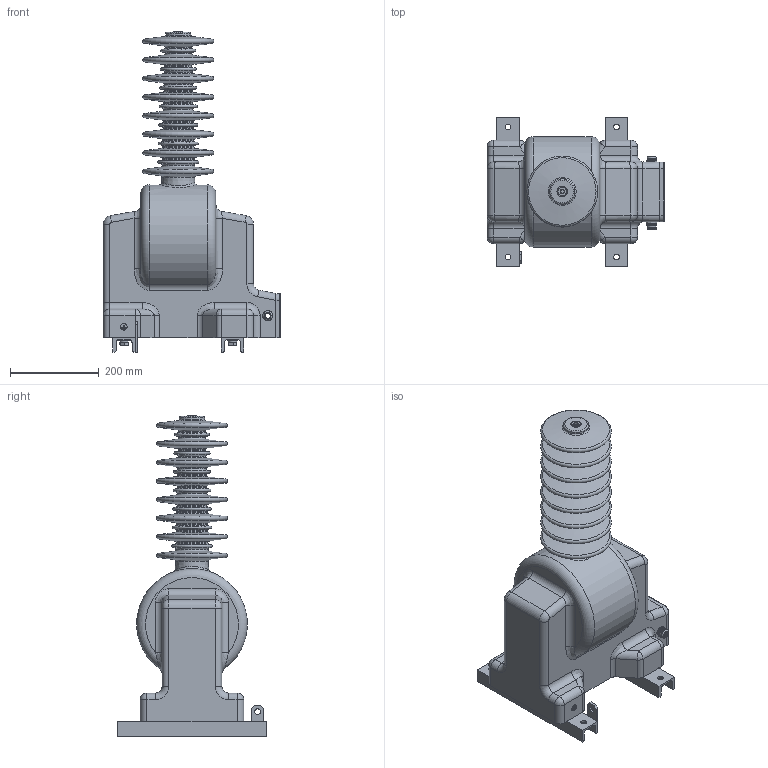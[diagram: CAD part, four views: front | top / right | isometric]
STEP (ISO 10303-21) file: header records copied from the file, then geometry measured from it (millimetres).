
FILE_DESCRIPTION(('STEP AP242'), '1');
FILE_NAME('ÇÍÎË-ÝÊ-35 ÌÍ40 íàðóæ.óñò.', '', ('UNSPECIFIED'), ('UNSPECIFIED'), 'ASCON STEP Converter 1.6', 'ASCON Math Kernel', '');
FILE_SCHEMA(('AP242_MANAGED_MODEL_BASED_3D_ENGINEERING_MIM_LF { 1 0 10303 442 1 1 4 }'));
Length unit declared in the file: millimetre
Products named in the file (24): M6; M12; M5
Assembly tree (49 placements, depth 4):
  (unnamed)
    (unnamed)
    (unnamed)
    (unnamed)
    (unnamed)  x2
    (unnamed)  x2
    (unnamed)  x2
    (unnamed)
    (unnamed)
    M6
    M6  x7
    (unnamed)
    M12
    M12  x3
    M5
    M5  x3
    (unnamed)  x4
    (unnamed)  x4
    (unnamed)  x4
    (unnamed)  x4
    (unnamed)
      (unnamed)
        (unnamed)
      (unnamed)
    (unnamed)
      (unnamed)
Bounding box: 402 x 335 x 723 mm (x, y, z)
Volume: 27605181.3 mm3; surface area: 1453066.4 mm2
Topology: 48 solids, 48 shells, 1769 faces, 4645 edges, 3081 vertices
Faces by surface type: plane 786, cylinder 712, cone 150, torus 96, bspline 21, sphere 4
Full cylindrical faces by diameter (mm): 4 x8, 4.2 x4, 5 x20, 6 x28, 6.75 x1, 7 x8, 8 x13, 8.5 x4, 9 x16, 10 x23, 10.2 x4, 12 x10, 13 x13, 15 x11, 17 x8, 19 x4, 20 x9, 21 x4, 24 x5, 109 x1, 112 x2, 190 x1
Entity records: 59873 total; most frequent: CARTESIAN_POINT 10801, DIRECTION 7902, ORIENTED_EDGE 7060, EDGE_CURVE 3530, AXIS2_PLACEMENT_3D 3002, VERTEX_POINT 2486, LINE 1898, VECTOR 1898
